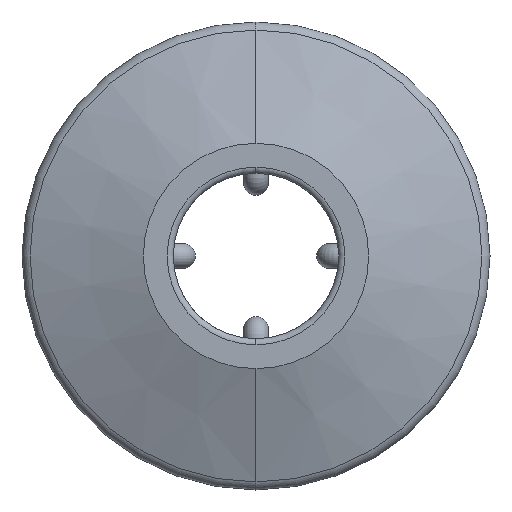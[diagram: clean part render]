
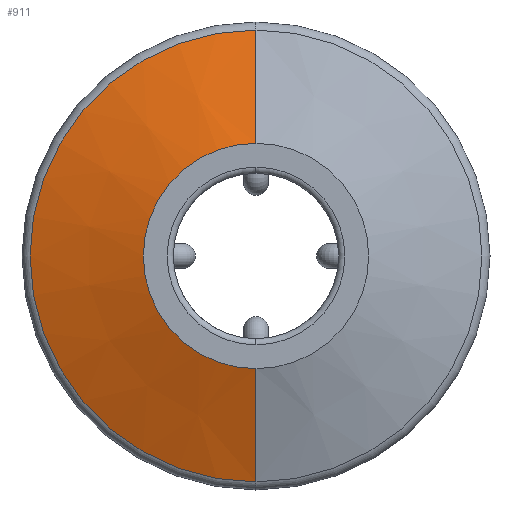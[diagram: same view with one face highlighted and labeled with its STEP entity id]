
A CAD part, left-side view. The second image highlights one B-rep face of the part: STEP entity #911.
In plain terms, the highlighted conical face has half-angle 70 degrees and reference radius 19.1 mm.
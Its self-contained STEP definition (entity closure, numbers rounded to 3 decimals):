
#48 = EDGE_LOOP ( 'NONE', ( #92, #93, #94, #95 ) ) ;
#92 = ORIENTED_EDGE ( 'NONE', *, *, #12943, .F. ) ;
#93 = ORIENTED_EDGE ( 'NONE', *, *, #12948, .T. ) ;
#94 = ORIENTED_EDGE ( 'NONE', *, *, #12936, .T. ) ;
#95 = ORIENTED_EDGE ( 'NONE', *, *, #12944, .F. ) ;
#911 = ADVANCED_FACE ( 'NONE', ( #9226 ), #7387, .T. ) ;
#7387 = CONICAL_SURFACE ( 'NONE', #7388, 19.1, 1.222 ) ;
#7388 = AXIS2_PLACEMENT_3D ( 'NONE', #9229, #9227, #9223 ) ;
#8932 = CIRCLE ( 'NONE', #8937, 18.442 ) ;
#8937 = AXIS2_PLACEMENT_3D ( 'NONE', #14155, #14156, #14157 ) ;
#8947 = CIRCLE ( 'NONE', #8950, 9.2 ) ;
#8949 = VECTOR ( 'NONE', #14182, 1000. ) ;
#8950 = AXIS2_PLACEMENT_3D ( 'NONE', #14179, #14180, #14181 ) ;
#8954 = VECTOR ( 'NONE', #14193, 1000. ) ;
#9223 = DIRECTION ( 'NONE',  ( 0., 0., -1. ) ) ;
#9226 = FACE_OUTER_BOUND ( 'NONE', #48, .T. ) ;
#9227 = DIRECTION ( 'NONE',  ( 1., 0., 0. ) ) ;
#9229 = CARTESIAN_POINT ( 'NONE',  ( 3.603, 0., 0. ) ) ;
#9750 = VERTEX_POINT ( 'NONE', #12558 ) ;
#9753 = VERTEX_POINT ( 'NONE', #12561 ) ;
#9767 = VERTEX_POINT ( 'NONE', #12575 ) ;
#9775 = VERTEX_POINT ( 'NONE', #12583 ) ;
#12558 = CARTESIAN_POINT ( 'NONE',  ( 0., 0., -9.2 ) ) ;
#12561 = CARTESIAN_POINT ( 'NONE',  ( 3.364, 0., -18.442 ) ) ;
#12575 = CARTESIAN_POINT ( 'NONE',  ( 0., 0., 9.2 ) ) ;
#12583 = CARTESIAN_POINT ( 'NONE',  ( 3.364, 0., 18.442 ) ) ;
#12936 = EDGE_CURVE ( 'NONE', #9775, #9753, #8932, .T. ) ;
#12943 = EDGE_CURVE ( 'NONE', #9767, #9750, #8947, .T. ) ;
#12944 = EDGE_CURVE ( 'NONE', #9750, #9753, #14172, .T. ) ;
#12948 = EDGE_CURVE ( 'NONE', #9767, #9775, #14177, .T. ) ;
#14155 = CARTESIAN_POINT ( 'NONE',  ( 3.364, 0., 0. ) ) ;
#14156 = DIRECTION ( 'NONE',  ( -1., 0., 0. ) ) ;
#14157 = DIRECTION ( 'NONE',  ( 0., 0., 1. ) ) ;
#14172 = LINE ( 'NONE', #14173, #8949 ) ;
#14173 = CARTESIAN_POINT ( 'NONE',  ( 3.603, 0., -19.1 ) ) ;
#14177 = LINE ( 'NONE', #14178, #8954 ) ;
#14178 = CARTESIAN_POINT ( 'NONE',  ( 3.603, 0., 19.1 ) ) ;
#14179 = CARTESIAN_POINT ( 'NONE',  ( 0., 0., 0. ) ) ;
#14180 = DIRECTION ( 'NONE',  ( -1., 0., 0. ) ) ;
#14181 = DIRECTION ( 'NONE',  ( 0., 0., 1. ) ) ;
#14182 = DIRECTION ( 'NONE',  ( 0.342, 0., -0.94 ) ) ;
#14193 = DIRECTION ( 'NONE',  ( 0.342, 0., 0.94 ) ) ;
